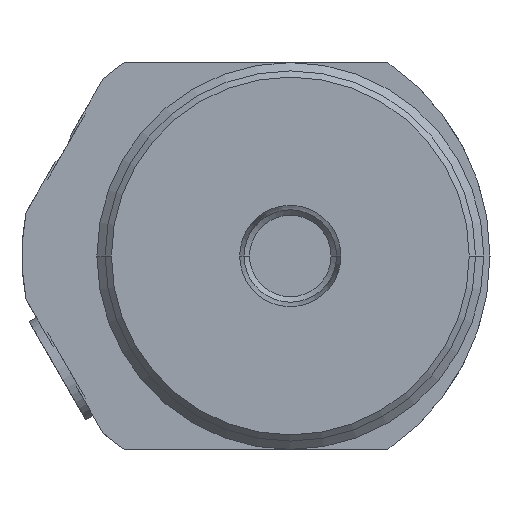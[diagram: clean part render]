
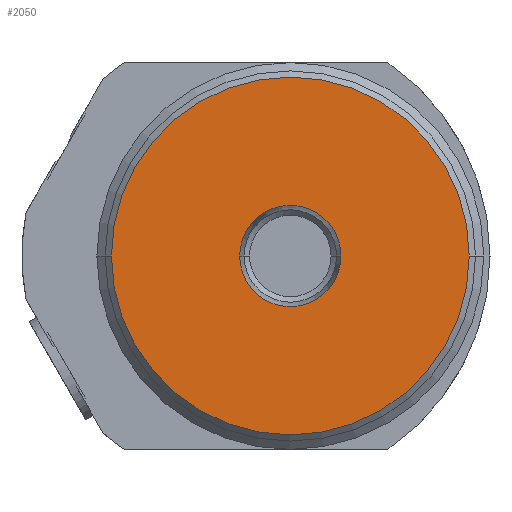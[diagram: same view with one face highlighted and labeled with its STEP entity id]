
A CAD part, left-side view. The second image highlights one B-rep face of the part: STEP entity #2050.
In plain terms, the highlighted planar face has unit normal (-1, 0, 0).
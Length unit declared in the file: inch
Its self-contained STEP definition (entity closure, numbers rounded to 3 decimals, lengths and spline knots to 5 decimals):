
#474=CARTESIAN_POINT('',(-4.982,-0.165,0.));
#475=DIRECTION('',(-1.,0.,0.));
#476=DIRECTION('',(0.,1.,0.));
#477=AXIS2_PLACEMENT_3D('',#474,#475,#476);
#504=CARTESIAN_POINT('',(-4.982,-0.165,0.));
#505=DIRECTION('',(-1.,0.,0.));
#506=DIRECTION('',(0.,1.,0.));
#507=AXIS2_PLACEMENT_3D('',#504,#505,#506);
#512=CARTESIAN_POINT('',(-4.982,-0.165,0.));
#513=DIRECTION('',(-1.,0.,0.));
#514=DIRECTION('',(0.,-1.,0.));
#515=AXIS2_PLACEMENT_3D('',#512,#513,#514);
#520=CARTESIAN_POINT('',(-4.982,-0.165,0.));
#521=DIRECTION('',(1.,0.,0.));
#522=DIRECTION('',(0.,1.,0.));
#523=AXIS2_PLACEMENT_3D('',#520,#521,#522);
#1563=CARTESIAN_POINT('',(-4.982,0.695,0.));
#1564=CARTESIAN_POINT('',(-4.982,-1.025,0.));
#1565=VERTEX_POINT('',#1563);
#1566=VERTEX_POINT('',#1564);
#1711=CARTESIAN_POINT('',(-4.982,0.0785,0.));
#1712=CARTESIAN_POINT('',(-4.982,-0.4085,0.));
#1713=VERTEX_POINT('',#1711);
#1714=VERTEX_POINT('',#1712);
#2034=CARTESIAN_POINT('',(-4.982,0.,0.));
#2035=DIRECTION('',(1.,0.,0.));
#2036=DIRECTION('',(0.,0.,-1.));
#2037=AXIS2_PLACEMENT_3D('',#2034,#2035,#2036);
#2038=PLANE('',#2037);
#2039=ORIENTED_EDGE('',*,*,#2024,.F.);
#2041=ORIENTED_EDGE('',*,*,#2040,.T.);
#2042=EDGE_LOOP('',(#2039,#2041));
#2043=FACE_OUTER_BOUND('',#2042,.F.);
#2045=ORIENTED_EDGE('',*,*,#2044,.T.);
#2047=ORIENTED_EDGE('',*,*,#2046,.T.);
#2048=EDGE_LOOP('',(#2045,#2047));
#2049=FACE_BOUND('',#2048,.F.);
#2050=ADVANCED_FACE('',(#2043,#2049),#2038,.F.);
#478=CIRCLE('',#477,0.86);
#508=CIRCLE('',#507,0.2435);
#516=CIRCLE('',#515,0.2435);
#524=CIRCLE('',#523,0.86);
#2024=EDGE_CURVE('',#1565,#1566,#478,.T.);
#2040=EDGE_CURVE('',#1565,#1566,#524,.T.);
#2044=EDGE_CURVE('',#1713,#1714,#508,.T.);
#2046=EDGE_CURVE('',#1714,#1713,#516,.T.);
